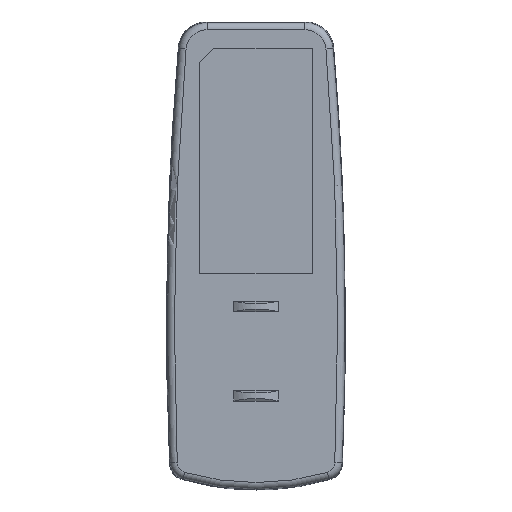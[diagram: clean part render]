
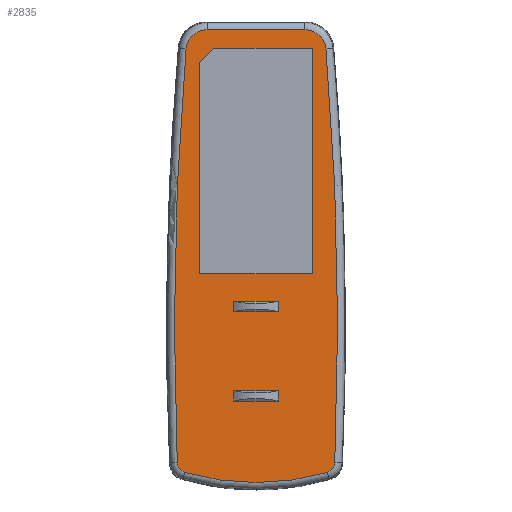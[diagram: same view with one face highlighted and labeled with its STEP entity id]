
A CAD part, front view. The second image highlights one B-rep face of the part: STEP entity #2835.
In plain terms, the highlighted planar face has unit normal (0, -1, 0).
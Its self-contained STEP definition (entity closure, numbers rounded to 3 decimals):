
#1=CARTESIAN_POINT('',(6.95,0.,28.143));
#2=DIRECTION('',(0.,1.,0.));
#3=DIRECTION('',(0.,0.,1.));
#4=AXIS2_PLACEMENT_3D('',#1,#2,#3);
#6=CARTESIAN_POINT('',(-455.106,0.,-10.891));
#7=DIRECTION('',(0.,1.,0.));
#8=DIRECTION('',(0.996,0.,0.084));
#9=AXIS2_PLACEMENT_3D('',#6,#7,#8);
#11=CARTESIAN_POINT('',(9.691,0.,-30.288));
#12=DIRECTION('',(0.,1.,0.));
#13=DIRECTION('',(0.999,0.,-0.042));
#14=AXIS2_PLACEMENT_3D('',#11,#12,#13);
#16=CARTESIAN_POINT('',(0.,0.,2.917));
#17=DIRECTION('',(0.,1.,0.));
#18=DIRECTION('',(0.28,0.,-0.96));
#19=AXIS2_PLACEMENT_3D('',#16,#17,#18);
#21=CARTESIAN_POINT('',(-9.691,0.,-30.288));
#22=DIRECTION('',(0.,1.,0.));
#23=DIRECTION('',(-0.28,0.,-0.96));
#24=AXIS2_PLACEMENT_3D('',#21,#22,#23);
#26=CARTESIAN_POINT('',(455.115,-0.001,-10.892));
#27=DIRECTION('',(0.,1.,0.));
#28=DIRECTION('',(-0.999,0.,-0.042));
#29=AXIS2_PLACEMENT_3D('',#26,#27,#28);
#31=CARTESIAN_POINT('',(-6.95,0.,28.143));
#32=DIRECTION('',(0.,1.,0.));
#33=DIRECTION('',(-0.996,0.,0.084));
#34=AXIS2_PLACEMENT_3D('',#31,#32,#33);
#36=DIRECTION('',(1.,0.,0.));
#37=VECTOR('',#36,16.);
#38=CARTESIAN_POINT('',(-8.,0.,-3.5));
#39=LINE('',#38,#37);
#40=DIRECTION('',(0.,0.,1.));
#41=VECTOR('',#40,32.);
#42=CARTESIAN_POINT('',(8.,0.,-3.5));
#43=LINE('',#42,#41);
#44=DIRECTION('',(-1.,0.,0.));
#45=VECTOR('',#44,14.);
#46=CARTESIAN_POINT('',(8.,0.,28.5));
#47=LINE('',#46,#45);
#48=DIRECTION('',(-0.707,0.,-0.707));
#49=VECTOR('',#48,2.828);
#50=CARTESIAN_POINT('',(-6.,0.,28.5));
#51=LINE('',#50,#49);
#52=DIRECTION('',(0.,0.,-1.));
#53=VECTOR('',#52,30.);
#54=CARTESIAN_POINT('',(-8.,0.,26.5));
#55=LINE('',#54,#53);
#66=DIRECTION('',(-1.,0.,0.));
#67=VECTOR('',#66,13.899);
#68=CARTESIAN_POINT('',(6.949,0.,31.142));
#69=LINE('',#68,#67);
#1849=DIRECTION('',(0.,0.,-1.));
#1850=VECTOR('',#1849,1.5);
#1851=CARTESIAN_POINT('',(3.15,0.,-20.1));
#1852=LINE('',#1851,#1850);
#1853=DIRECTION('',(-1.,0.,0.));
#1854=VECTOR('',#1853,6.3);
#1855=CARTESIAN_POINT('',(3.15,0.,-21.6));
#1856=LINE('',#1855,#1854);
#1861=DIRECTION('',(0.,0.,1.));
#1862=VECTOR('',#1861,1.5);
#1863=CARTESIAN_POINT('',(-3.15,0.,-21.6));
#1864=LINE('',#1863,#1862);
#1869=DIRECTION('',(1.,0.,0.));
#1870=VECTOR('',#1869,6.3);
#1871=CARTESIAN_POINT('',(-3.15,0.,-20.1));
#1872=LINE('',#1871,#1870);
#2037=DIRECTION('',(0.,0.,-1.));
#2038=VECTOR('',#2037,1.5);
#2039=CARTESIAN_POINT('',(3.15,0.,-7.4));
#2040=LINE('',#2039,#2038);
#2041=DIRECTION('',(-1.,0.,0.));
#2042=VECTOR('',#2041,6.3);
#2043=CARTESIAN_POINT('',(3.15,0.,-8.9));
#2044=LINE('',#2043,#2042);
#2049=DIRECTION('',(0.,0.,1.));
#2050=VECTOR('',#2049,1.5);
#2051=CARTESIAN_POINT('',(-3.15,0.,-8.9));
#2052=LINE('',#2051,#2050);
#2057=DIRECTION('',(1.,0.,0.));
#2058=VECTOR('',#2057,6.3);
#2059=CARTESIAN_POINT('',(-3.15,0.,-7.4));
#2060=LINE('',#2059,#2058);
#2227=CARTESIAN_POINT('',(6.949,0.,31.142));
#2228=CARTESIAN_POINT('',(9.939,0.,
28.395));
#2229=VERTEX_POINT('',#2227);
#2230=VERTEX_POINT('',#2228);
#2231=CARTESIAN_POINT('',(11.189,0.,
-30.351));
#2232=VERTEX_POINT('',#2231);
#2233=CARTESIAN_POINT('',(10.111,0.,
-31.728));
#2234=VERTEX_POINT('',#2233);
#2235=CARTESIAN_POINT('',(-10.111,0.,
-31.728));
#2236=VERTEX_POINT('',#2235);
#2237=CARTESIAN_POINT('',(-11.189,0.,
-30.351));
#2238=VERTEX_POINT('',#2237);
#2239=CARTESIAN_POINT('',(-9.939,0.,
28.395));
#2240=VERTEX_POINT('',#2239);
#2241=CARTESIAN_POINT('',(-6.949,0.,
31.142));
#2242=VERTEX_POINT('',#2241);
#2243=CARTESIAN_POINT('',(-3.15,0.,-20.1));
#2244=CARTESIAN_POINT('',(3.15,0.,-20.1));
#2245=VERTEX_POINT('',#2243);
#2246=VERTEX_POINT('',#2244);
#2247=CARTESIAN_POINT('',(-3.15,0.,-21.6));
#2248=VERTEX_POINT('',#2247);
#2249=CARTESIAN_POINT('',(3.15,0.,-21.6));
#2250=VERTEX_POINT('',#2249);
#2251=CARTESIAN_POINT('',(-3.15,0.,-7.4));
#2252=CARTESIAN_POINT('',(3.15,0.,-7.4));
#2253=VERTEX_POINT('',#2251);
#2254=VERTEX_POINT('',#2252);
#2255=CARTESIAN_POINT('',(-3.15,0.,-8.9));
#2256=VERTEX_POINT('',#2255);
#2257=CARTESIAN_POINT('',(3.15,0.,-8.9));
#2258=VERTEX_POINT('',#2257);
#2259=CARTESIAN_POINT('',(-8.,0.,-3.5));
#2260=CARTESIAN_POINT('',(8.,0.,-3.5));
#2261=VERTEX_POINT('',#2259);
#2262=VERTEX_POINT('',#2260);
#2263=CARTESIAN_POINT('',(8.,0.,28.5));
#2264=VERTEX_POINT('',#2263);
#2265=CARTESIAN_POINT('',(-6.,0.,28.5));
#2266=VERTEX_POINT('',#2265);
#2267=CARTESIAN_POINT('',(-8.,0.,26.5));
#2268=VERTEX_POINT('',#2267);
#2780=CARTESIAN_POINT('',(0.,0.,0.));
#2781=DIRECTION('',(0.,1.,0.));
#2782=DIRECTION('',(1.,0.,0.));
#2783=AXIS2_PLACEMENT_3D('',#2780,#2781,#2782);
#2784=PLANE('',#2783);
#2786=ORIENTED_EDGE('',*,*,#2785,.T.);
#2788=ORIENTED_EDGE('',*,*,#2787,.T.);
#2790=ORIENTED_EDGE('',*,*,#2789,.T.);
#2792=ORIENTED_EDGE('',*,*,#2791,.T.);
#2794=ORIENTED_EDGE('',*,*,#2793,.T.);
#2796=ORIENTED_EDGE('',*,*,#2795,.T.);
#2798=ORIENTED_EDGE('',*,*,#2797,.T.);
#2800=ORIENTED_EDGE('',*,*,#2799,.F.);
#2801=EDGE_LOOP('',(#2786,#2788,#2790,#2792,#2794,#2796,#2798,#2800));
#2802=FACE_OUTER_BOUND('',#2801,.F.);
#2804=ORIENTED_EDGE('',*,*,#2803,.F.);
#2806=ORIENTED_EDGE('',*,*,#2805,.F.);
#2808=ORIENTED_EDGE('',*,*,#2807,.F.);
#2810=ORIENTED_EDGE('',*,*,#2809,.F.);
#2811=EDGE_LOOP('',(#2804,#2806,#2808,#2810));
#2812=FACE_BOUND('',#2811,.F.);
#2814=ORIENTED_EDGE('',*,*,#2813,.F.);
#2816=ORIENTED_EDGE('',*,*,#2815,.F.);
#2818=ORIENTED_EDGE('',*,*,#2817,.F.);
#2820=ORIENTED_EDGE('',*,*,#2819,.F.);
#2821=EDGE_LOOP('',(#2814,#2816,#2818,#2820));
#2822=FACE_BOUND('',#2821,.F.);
#2824=ORIENTED_EDGE('',*,*,#2823,.T.);
#2826=ORIENTED_EDGE('',*,*,#2825,.T.);
#2828=ORIENTED_EDGE('',*,*,#2827,.T.);
#2830=ORIENTED_EDGE('',*,*,#2829,.T.);
#2832=ORIENTED_EDGE('',*,*,#2831,.T.);
#2833=EDGE_LOOP('',(#2824,#2826,#2828,#2830,#2832));
#2834=FACE_BOUND('',#2833,.F.);
#2835=ADVANCED_FACE('',(#2802,#2812,#2822,#2834),#2784,.F.);
#5=CIRCLE('',#4,2.999);
#10=CIRCLE('',#9,466.701);
#15=CIRCLE('',#14,1.5);
#20=CIRCLE('',#19,36.09);
#25=CIRCLE('',#24,1.5);
#30=CIRCLE('',#29,466.71);
#35=CIRCLE('',#34,2.999);
#2785=EDGE_CURVE('',#2229,#2230,#5,.T.);
#2787=EDGE_CURVE('',#2230,#2232,#10,.T.);
#2789=EDGE_CURVE('',#2232,#2234,#15,.T.);
#2791=EDGE_CURVE('',#2234,#2236,#20,.T.);
#2793=EDGE_CURVE('',#2236,#2238,#25,.T.);
#2795=EDGE_CURVE('',#2238,#2240,#30,.T.);
#2797=EDGE_CURVE('',#2240,#2242,#35,.T.);
#2799=EDGE_CURVE('',#2229,#2242,#69,.T.);
#2803=EDGE_CURVE('',#2245,#2246,#1872,.T.);
#2805=EDGE_CURVE('',#2248,#2245,#1864,.T.);
#2807=EDGE_CURVE('',#2250,#2248,#1856,.T.);
#2809=EDGE_CURVE('',#2246,#2250,#1852,.T.);
#2813=EDGE_CURVE('',#2253,#2254,#2060,.T.);
#2815=EDGE_CURVE('',#2256,#2253,#2052,.T.);
#2817=EDGE_CURVE('',#2258,#2256,#2044,.T.);
#2819=EDGE_CURVE('',#2254,#2258,#2040,.T.);
#2823=EDGE_CURVE('',#2261,#2262,#39,.T.);
#2825=EDGE_CURVE('',#2262,#2264,#43,.T.);
#2827=EDGE_CURVE('',#2264,#2266,#47,.T.);
#2829=EDGE_CURVE('',#2266,#2268,#51,.T.);
#2831=EDGE_CURVE('',#2268,#2261,#55,.T.);
